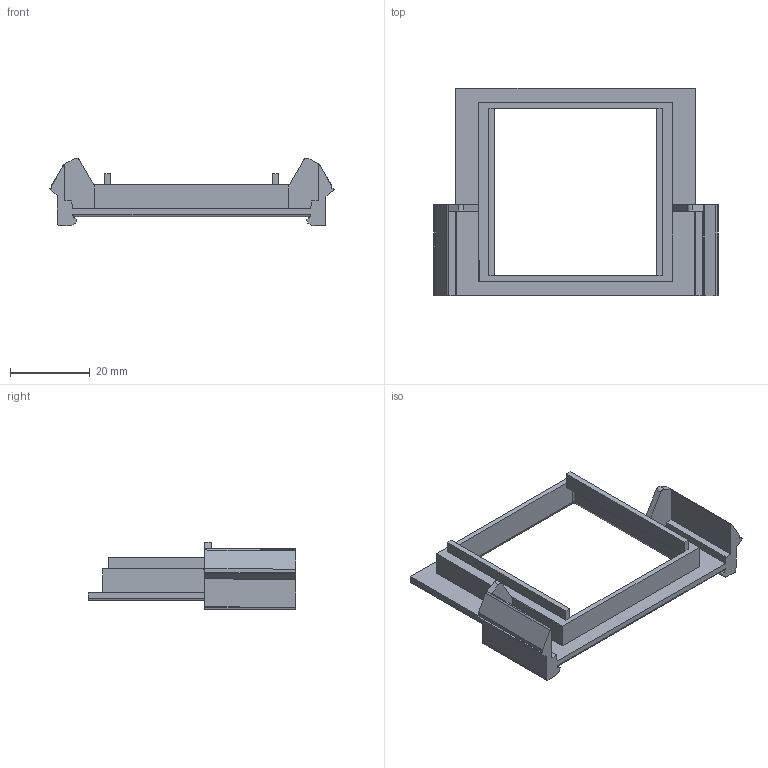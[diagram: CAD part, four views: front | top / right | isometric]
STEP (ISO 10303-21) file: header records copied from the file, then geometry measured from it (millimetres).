
FILE_DESCRIPTION(('CATIA V5 STEP Exchange','CAx-IF Rec.Pracs.--- Model Styling and Organization---1.4--- 2014-01-23'),'2;1');
FILE_NAME('638024_D000131_A-MOD-1.stp','2020-01-03T09:57:42+00:00',('none'),('none'),'CATIA Version 5-6 Release 2017 SP3','CATIA V5 STEP AP214','none');
FILE_SCHEMA(('AUTOMOTIVE_DESIGN { 1 0 10303 214 1 1 1 1 }'));
Length unit declared in the file: millimetre
Products named in the file (1): D000131_A-MOD-1
Bounding box: 71.21 x 52 x 16.97 mm (x, y, z)
Volume: 6631.9 mm3; surface area: 8169.7 mm2
Topology: 1 solids, 1 shells, 100 faces, 281 edges, 183 vertices
Faces by surface type: plane 69, cylinder 25, torus 4, extrusion 2
Entity records: 3294 total; most frequent: CARTESIAN_POINT 807, ORIENTED_EDGE 562, DIRECTION 422, EDGE_CURVE 281, VECTOR 225, LINE 223, VERTEX_POINT 183, AXIS2_PLACEMENT_3D 116
